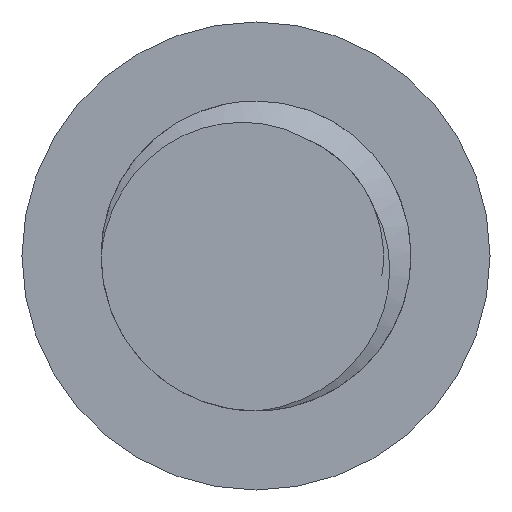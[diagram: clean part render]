
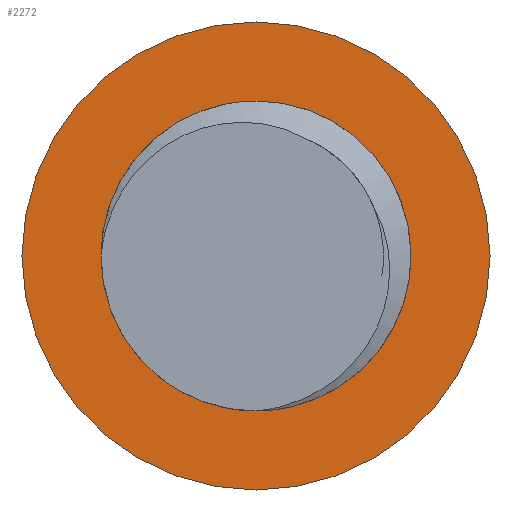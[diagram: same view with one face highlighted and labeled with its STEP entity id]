
A CAD part, front view. The second image highlights one B-rep face of the part: STEP entity #2272.
In plain terms, the highlighted planar face has unit normal (0, -1, 0).
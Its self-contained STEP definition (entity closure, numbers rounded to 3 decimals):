
#322 = AXIS2_PLACEMENT_3D ( 'NONE', #2440, #1498, #2072 ) ;
#327 = CARTESIAN_POINT ( 'NONE',  ( 0., 0., 2.45 ) ) ;
#378 = DIRECTION ( 'NONE',  ( 0., 0., 1. ) ) ;
#387 = CIRCLE ( 'NONE', #1969, 3.7 ) ;
#401 = EDGE_CURVE ( 'NONE', #934, #1453, #1248, .T. ) ;
#437 = CARTESIAN_POINT ( 'NONE',  ( 0., 0., 0. ) ) ;
#584 = DIRECTION ( 'NONE',  ( 0., 0., 1. ) ) ;
#592 = CARTESIAN_POINT ( 'NONE',  ( 0., 0., 0. ) ) ;
#617 = CIRCLE ( 'NONE', #1572, 2.45 ) ;
#630 = ORIENTED_EDGE ( 'NONE', *, *, #667, .F. ) ;
#667 = EDGE_CURVE ( 'NONE', #747, #1989, #387, .T. ) ;
#724 = AXIS2_PLACEMENT_3D ( 'NONE', #1910, #1725, #584 ) ;
#747 = VERTEX_POINT ( 'NONE', #2331 ) ;
#920 = PLANE ( 'NONE',  #322 ) ;
#934 = VERTEX_POINT ( 'NONE', #2206 ) ;
#999 = ORIENTED_EDGE ( 'NONE', *, *, #1787, .F. ) ;
#1125 = DIRECTION ( 'NONE',  ( 0., -1., 0. ) ) ;
#1136 = FACE_OUTER_BOUND ( 'NONE', #1373, .T. ) ;
#1248 = CIRCLE ( 'NONE', #1511, 2.45 ) ;
#1372 = CARTESIAN_POINT ( 'NONE',  ( 0., 0., -3.7 ) ) ;
#1373 = EDGE_LOOP ( 'NONE', ( #999, #630 ) ) ;
#1453 = VERTEX_POINT ( 'NONE', #327 ) ;
#1479 = EDGE_CURVE ( 'NONE', #1453, #934, #617, .T. ) ;
#1498 = DIRECTION ( 'NONE',  ( 0., 1., 0. ) ) ;
#1511 = AXIS2_PLACEMENT_3D ( 'NONE', #592, #1125, #378 ) ;
#1542 = ORIENTED_EDGE ( 'NONE', *, *, #1479, .F. ) ;
#1572 = AXIS2_PLACEMENT_3D ( 'NONE', #2217, #1796, #2380 ) ;
#1594 = CIRCLE ( 'NONE', #724, 3.7 ) ;
#1725 = DIRECTION ( 'NONE',  ( 0., 1., 0. ) ) ;
#1729 = ORIENTED_EDGE ( 'NONE', *, *, #401, .F. ) ;
#1755 = DIRECTION ( 'NONE',  ( 0., 0., 1. ) ) ;
#1787 = EDGE_CURVE ( 'NONE', #1989, #747, #1594, .T. ) ;
#1796 = DIRECTION ( 'NONE',  ( 0., -1., 0. ) ) ;
#1910 = CARTESIAN_POINT ( 'NONE',  ( 0., 0., 0. ) ) ;
#1929 = DIRECTION ( 'NONE',  ( 0., 1., 0. ) ) ;
#1969 = AXIS2_PLACEMENT_3D ( 'NONE', #437, #1929, #1755 ) ;
#1989 = VERTEX_POINT ( 'NONE', #1372 ) ;
#2072 = DIRECTION ( 'NONE',  ( 0., 0., 1. ) ) ;
#2190 = FACE_BOUND ( 'NONE', #2444, .T. ) ;
#2206 = CARTESIAN_POINT ( 'NONE',  ( 0., 0., -2.45 ) ) ;
#2217 = CARTESIAN_POINT ( 'NONE',  ( 0., 0., 0. ) ) ;
#2272 = ADVANCED_FACE ( 'NONE', ( #2190, #1136 ), #920, .F. ) ;
#2331 = CARTESIAN_POINT ( 'NONE',  ( 0., 0., 3.7 ) ) ;
#2380 = DIRECTION ( 'NONE',  ( 0., 0., 1. ) ) ;
#2440 = CARTESIAN_POINT ( 'NONE',  ( 0., 0., 0. ) ) ;
#2444 = EDGE_LOOP ( 'NONE', ( #1542, #1729 ) ) ;
